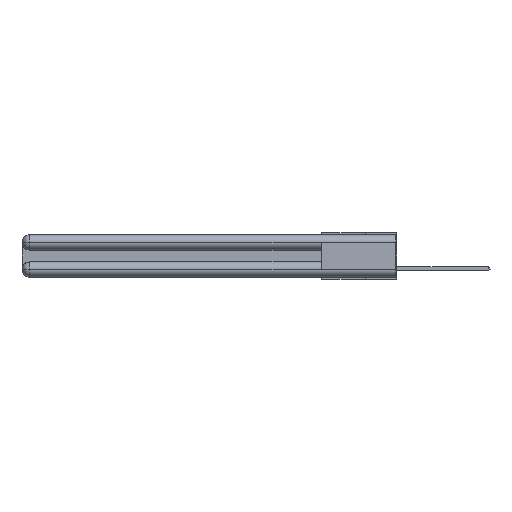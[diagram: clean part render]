
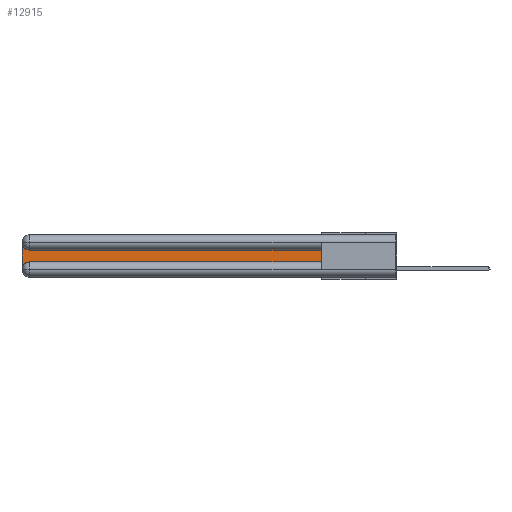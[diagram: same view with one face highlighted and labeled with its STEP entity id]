
A CAD part, left-side view. The second image highlights one B-rep face of the part: STEP entity #12915.
In plain terms, the highlighted planar face has unit normal (-1, 0, 0).
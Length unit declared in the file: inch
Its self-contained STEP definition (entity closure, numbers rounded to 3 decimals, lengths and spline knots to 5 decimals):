
#468 = DIRECTION ( 'NONE',  ( 1., 0., 0. ) ) ;
#1682 = VERTEX_POINT ( 'NONE', #23868 ) ;
#3385 = DIRECTION ( 'NONE',  ( 0., 0., -1. ) ) ;
#4107 = CARTESIAN_POINT ( 'NONE',  ( 0.075, 3., -0.2775 ) ) ;
#4610 = VECTOR ( 'NONE', #17679, 39.37008 ) ;
#6039 = CIRCLE ( 'NONE', #29995, 0.06 ) ;
#7024 = DIRECTION ( 'NONE',  ( 0., -1., 0. ) ) ;
#7103 = CARTESIAN_POINT ( 'NONE',  ( 0.075, 3., -0.1225 ) ) ;
#7731 = EDGE_CURVE ( 'NONE', #16965, #12303, #20447, .T. ) ;
#9737 = VERTEX_POINT ( 'NONE', #4107 ) ;
#9751 = LINE ( 'NONE', #24432, #10120 ) ;
#9863 = FACE_OUTER_BOUND ( 'NONE', #21054, .T. ) ;
#10120 = VECTOR ( 'NONE', #3385, 39.37008 ) ;
#10177 = LINE ( 'NONE', #23517, #14961 ) ;
#11157 = ORIENTED_EDGE ( 'NONE', *, *, #26568, .T. ) ;
#12303 = VERTEX_POINT ( 'NONE', #14650 ) ;
#12915 = ADVANCED_FACE ( 'NONE', ( #9863 ), #20910, .F. ) ;
#14516 = LINE ( 'NONE', #23205, #23737 ) ;
#14650 = CARTESIAN_POINT ( 'NONE',  ( 0.075, 2.94, -0.1225 ) ) ;
#14700 = AXIS2_PLACEMENT_3D ( 'NONE', #7103, #16552, #16240 ) ;
#14961 = VECTOR ( 'NONE', #18989, 39.37008 ) ;
#15061 = VERTEX_POINT ( 'NONE', #20692 ) ;
#15134 = CARTESIAN_POINT ( 'NONE',  ( 0.075, 2.94, -0.0625 ) ) ;
#16240 = DIRECTION ( 'NONE',  ( 0., 0., -1. ) ) ;
#16552 = DIRECTION ( 'NONE',  ( 1., 0., 0. ) ) ;
#16965 = VERTEX_POINT ( 'NONE', #26804 ) ;
#17679 = DIRECTION ( 'NONE',  ( 0., 1., 0. ) ) ;
#18047 = CARTESIAN_POINT ( 'NONE',  ( 0.075, 2.94, -0.2175 ) ) ;
#18362 = EDGE_CURVE ( 'NONE', #1682, #9737, #9751, .T. ) ;
#18989 = DIRECTION ( 'NONE',  ( 0., 0., 1. ) ) ;
#20205 = AXIS2_PLACEMENT_3D ( 'NONE', #15134, #22364, #24528 ) ;
#20447 = LINE ( 'NONE', #29446, #4610 ) ;
#20692 = CARTESIAN_POINT ( 'NONE',  ( 0.075, 0.6, -0.2175 ) ) ;
#20910 = PLANE ( 'NONE',  #14700 ) ;
#21054 = EDGE_LOOP ( 'NONE', ( #21171, #22132, #24478, #22976, #11157, #22472 ) ) ;
#21171 = ORIENTED_EDGE ( 'NONE', *, *, #7731, .T. ) ;
#22132 = ORIENTED_EDGE ( 'NONE', *, *, #23544, .T. ) ;
#22364 = DIRECTION ( 'NONE',  ( 1., 0., 0. ) ) ;
#22472 = ORIENTED_EDGE ( 'NONE', *, *, #25542, .T. ) ;
#22976 = ORIENTED_EDGE ( 'NONE', *, *, #26635, .T. ) ;
#23205 = CARTESIAN_POINT ( 'NONE',  ( 0.075, 0.6, -0.2175 ) ) ;
#23517 = CARTESIAN_POINT ( 'NONE',  ( 0.075, 0.6, -0.2175 ) ) ;
#23544 = EDGE_CURVE ( 'NONE', #12303, #1682, #28554, .T. ) ;
#23737 = VECTOR ( 'NONE', #7024, 39.37008 ) ;
#23868 = CARTESIAN_POINT ( 'NONE',  ( 0.075, 3., -0.0625 ) ) ;
#23920 = CARTESIAN_POINT ( 'NONE',  ( 0.075, 2.94, -0.2775 ) ) ;
#24022 = DIRECTION ( 'NONE',  ( 0., 0., -1. ) ) ;
#24432 = CARTESIAN_POINT ( 'NONE',  ( 0.075, 3., -0.2175 ) ) ;
#24478 = ORIENTED_EDGE ( 'NONE', *, *, #18362, .T. ) ;
#24528 = DIRECTION ( 'NONE',  ( 0., 0., -1. ) ) ;
#25308 = VERTEX_POINT ( 'NONE', #18047 ) ;
#25542 = EDGE_CURVE ( 'NONE', #15061, #16965, #10177, .T. ) ;
#26568 = EDGE_CURVE ( 'NONE', #25308, #15061, #14516, .T. ) ;
#26635 = EDGE_CURVE ( 'NONE', #9737, #25308, #6039, .T. ) ;
#26804 = CARTESIAN_POINT ( 'NONE',  ( 0.075, 0.6, -0.1225 ) ) ;
#28554 = CIRCLE ( 'NONE', #20205, 0.06 ) ;
#29446 = CARTESIAN_POINT ( 'NONE',  ( 0.075, 0.6, -0.1225 ) ) ;
#29995 = AXIS2_PLACEMENT_3D ( 'NONE', #23920, #468, #24022 ) ;
